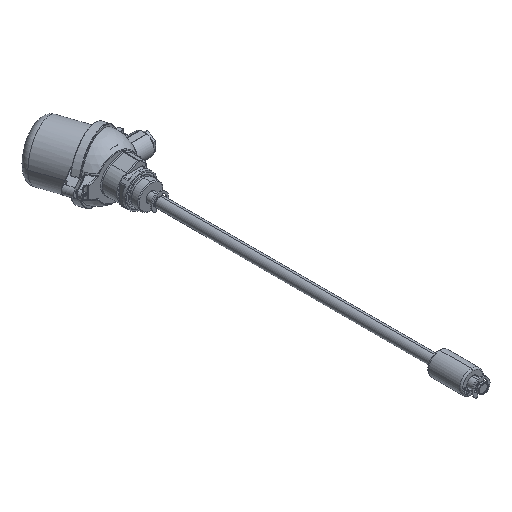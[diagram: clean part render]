
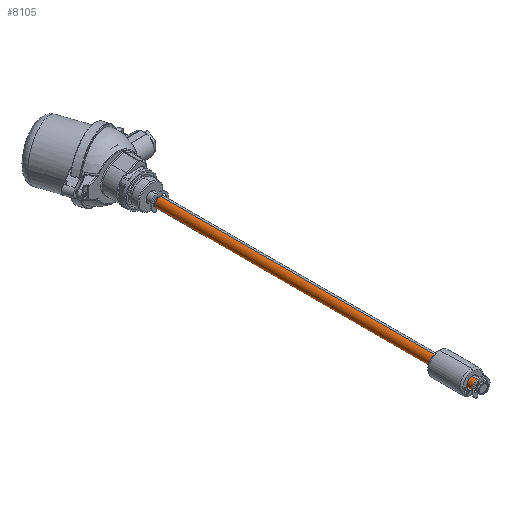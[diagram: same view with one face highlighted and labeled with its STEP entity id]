
A CAD part, isometric view. The second image highlights one B-rep face of the part: STEP entity #8105.
In plain terms, the highlighted cylindrical face has radius 6.5 mm (diameter 13 mm), a partial arc.
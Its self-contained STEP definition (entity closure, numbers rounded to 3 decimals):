
#209 = DIRECTION ( 'NONE',  ( 0., 1., 0. ) ) ;
#1414 = DIRECTION ( 'NONE',  ( 0., 1., 0. ) ) ;
#1508 = VECTOR ( 'NONE', #10490, 1000. ) ;
#2098 = AXIS2_PLACEMENT_3D ( 'NONE', #8250, #11316, #14256 ) ;
#2191 = DIRECTION ( 'NONE',  ( 0., 0., 1. ) ) ;
#3311 = ORIENTED_EDGE ( 'NONE', *, *, #15434, .T. ) ;
#3409 = CARTESIAN_POINT ( 'NONE',  ( 0., -366.416, 0. ) ) ;
#4010 = ORIENTED_EDGE ( 'NONE', *, *, #16355, .F. ) ;
#4416 = EDGE_CURVE ( 'NONE', #13033, #16740, #8544, .T. ) ;
#5015 = VERTEX_POINT ( 'NONE', #5165 ) ;
#5165 = CARTESIAN_POINT ( 'NONE',  ( 0., -24.9, 6.5 ) ) ;
#5398 = CIRCLE ( 'NONE', #8632, 6.5 ) ;
#5485 = CARTESIAN_POINT ( 'NONE',  ( 0., -24.9, -6.5 ) ) ;
#6155 = AXIS2_PLACEMENT_3D ( 'NONE', #3409, #1414, #15972 ) ;
#7420 = CARTESIAN_POINT ( 'NONE',  ( 0., -366.416, 6.5 ) ) ;
#7895 = LINE ( 'NONE', #9126, #19189 ) ;
#8105 = ADVANCED_FACE ( 'NONE', ( #9671 ), #15295, .T. ) ;
#8250 = CARTESIAN_POINT ( 'NONE',  ( 0., -444.6, 0. ) ) ;
#8544 = CIRCLE ( 'NONE', #2098, 6.5 ) ;
#8632 = AXIS2_PLACEMENT_3D ( 'NONE', #9866, #13118, #2191 ) ;
#9126 = CARTESIAN_POINT ( 'NONE',  ( 0., -366.416, -6.5 ) ) ;
#9671 = FACE_OUTER_BOUND ( 'NONE', #15341, .T. ) ;
#9866 = CARTESIAN_POINT ( 'NONE',  ( 0., -24.9, 0. ) ) ;
#10157 = VERTEX_POINT ( 'NONE', #5485 ) ;
#10490 = DIRECTION ( 'NONE',  ( 0., 1., 0. ) ) ;
#11316 = DIRECTION ( 'NONE',  ( 0., -1., 0. ) ) ;
#13033 = VERTEX_POINT ( 'NONE', #13702 ) ;
#13069 = EDGE_CURVE ( 'NONE', #16740, #10157, #7895, .T. ) ;
#13118 = DIRECTION ( 'NONE',  ( 0., 1., 0. ) ) ;
#13702 = CARTESIAN_POINT ( 'NONE',  ( 0., -444.6, 6.5 ) ) ;
#14220 = CARTESIAN_POINT ( 'NONE',  ( 0., -444.6, -6.5 ) ) ;
#14256 = DIRECTION ( 'NONE',  ( 0., 0., -1. ) ) ;
#14749 = ORIENTED_EDGE ( 'NONE', *, *, #4416, .F. ) ;
#15295 = CYLINDRICAL_SURFACE ( 'NONE', #6155, 6.5 ) ;
#15341 = EDGE_LOOP ( 'NONE', ( #16503, #14749, #3311, #4010 ) ) ;
#15434 = EDGE_CURVE ( 'NONE', #13033, #5015, #16592, .T. ) ;
#15972 = DIRECTION ( 'NONE',  ( 0., 0., 1. ) ) ;
#16355 = EDGE_CURVE ( 'NONE', #10157, #5015, #5398, .T. ) ;
#16503 = ORIENTED_EDGE ( 'NONE', *, *, #13069, .F. ) ;
#16592 = LINE ( 'NONE', #7420, #1508 ) ;
#16740 = VERTEX_POINT ( 'NONE', #14220 ) ;
#19189 = VECTOR ( 'NONE', #209, 1000. ) ;
